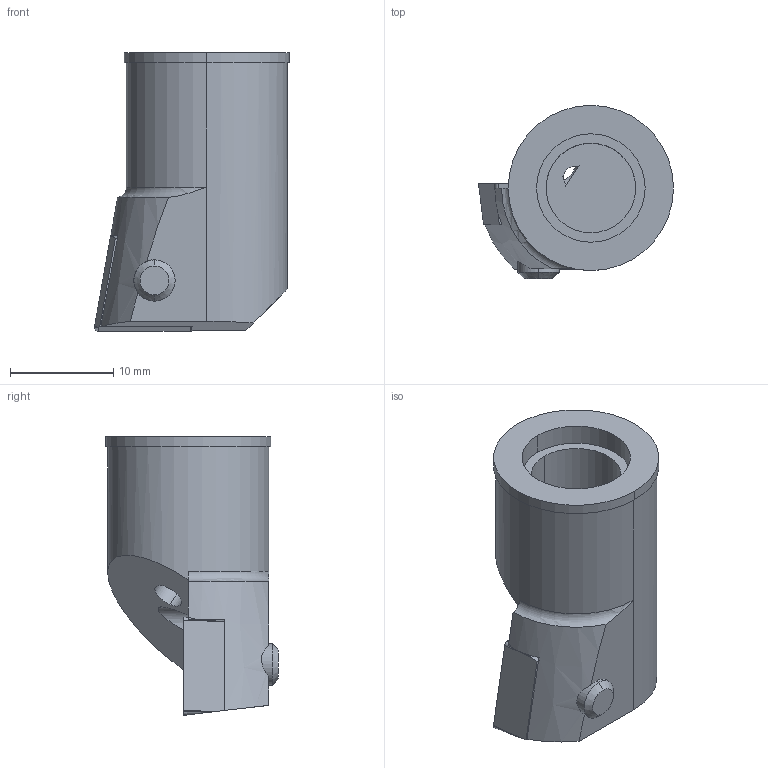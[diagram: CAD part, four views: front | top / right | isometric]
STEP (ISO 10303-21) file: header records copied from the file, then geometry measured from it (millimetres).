
FILE_DESCRIPTION(('no description'),'unknown implementation level');
FILE_NAME('DC363A59-CDF4-48CD-AFC6-7B887EC54498_export.stp',' ',('CIMSOURCE GmbH'),('CADClick - KiM GmbH - www.kimweb.de'),'unknown preprocess','ACIS','unknown authorization');
FILE_SCHEMA(('automotive_design'));
Length unit declared in the file: millimetre
Products named in the file (3): 615.425|694.141 ETL M4x9.2 T15 IP 10S;Kreismuster1; 615.425|0640.008;Kombinieren1; 615.425|615.425 Wendeplattenhalter E22 CC09;NONE
Bounding box: 18.88 x 16.74 x 27 mm (x, y, z)
Volume: 3447.9 mm3; surface area: 2566.5 mm2
Topology: 3 solids, 3 shells, 107 faces, 272 edges, 167 vertices
Faces by surface type: cylinder 46, plane 33, cone 19, torus 9
Entity records: 6377 total; most frequent: DIRECTION 637, CARTESIAN_POINT 595, STYLED_ITEM 543, PRESENTATION_STYLE_ASSIGNMENT 543, COLOUR_RGB 543, ORIENTED_EDGE 532, EDGE_CURVE 266, CURVE_STYLE 266
